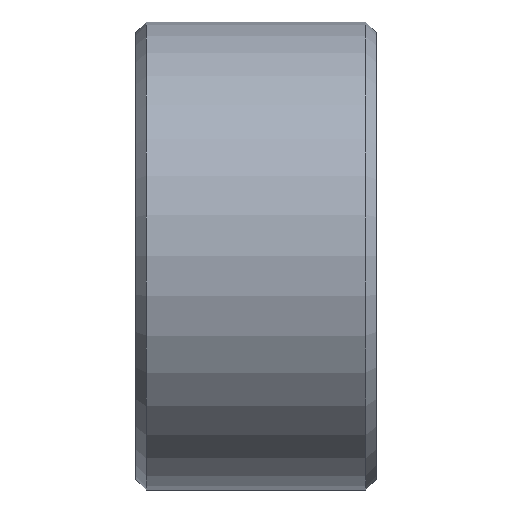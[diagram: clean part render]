
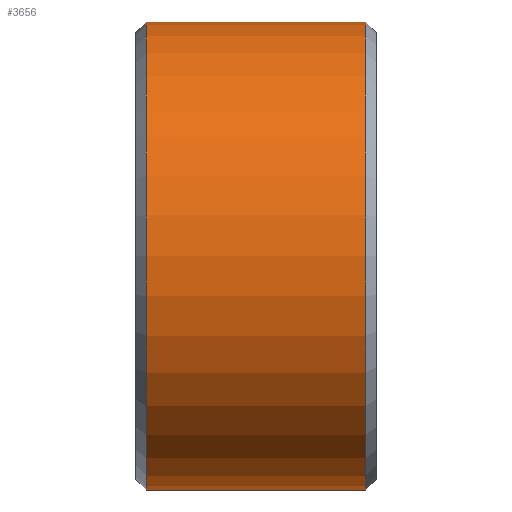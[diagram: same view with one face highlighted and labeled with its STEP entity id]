
A CAD part, top view. The second image highlights one B-rep face of the part: STEP entity #3656.
In plain terms, the highlighted cylindrical face has radius 11.113 mm (diameter 22.225 mm), a partial arc.
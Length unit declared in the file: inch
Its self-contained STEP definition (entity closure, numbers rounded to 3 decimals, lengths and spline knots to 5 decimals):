
#1324=CARTESIAN_POINT('',(0.43,0.,0.));
#1325=DIRECTION('',(-1.,0.,0.));
#1326=DIRECTION('',(0.,-1.,0.));
#1327=AXIS2_PLACEMENT_3D('',#1324,#1325,#1326);
#1329=DIRECTION('',(-1.,0.,0.));
#1330=VECTOR('',#1329,0.41);
#1331=CARTESIAN_POINT('',(0.43,-0.4375,
0.));
#1332=LINE('',#1331,#1330);
#1333=CARTESIAN_POINT('',(0.02,0.,0.));
#1334=DIRECTION('',(-1.,0.,0.));
#1335=DIRECTION('',(0.,-1.,0.));
#1336=AXIS2_PLACEMENT_3D('',#1333,#1334,#1335);
#1338=DIRECTION('',(-1.,0.,0.));
#1339=VECTOR('',#1338,0.41);
#1340=CARTESIAN_POINT('',(0.43,0.4375,
0.));
#1341=LINE('',#1340,#1339);
#1558=CARTESIAN_POINT('',(0.43,0.4375,0.));
#1559=CARTESIAN_POINT('',(0.43,-0.4375,0.));
#1560=VERTEX_POINT('',#1558);
#1561=VERTEX_POINT('',#1559);
#1570=CARTESIAN_POINT('',(0.02,0.4375,0.));
#1571=CARTESIAN_POINT('',(0.02,-0.4375,0.));
#1572=VERTEX_POINT('',#1570);
#1573=VERTEX_POINT('',#1571);
#3643=CARTESIAN_POINT('',(0.4725,0.,0.));
#3644=DIRECTION('',(-1.,0.,0.));
#3645=DIRECTION('',(0.,1.,0.));
#3646=AXIS2_PLACEMENT_3D('',#3643,#3644,#3645);
#3647=CYLINDRICAL_SURFACE('',#3646,0.4375);
#3649=ORIENTED_EDGE('',*,*,#3648,.F.);
#3650=ORIENTED_EDGE('',*,*,#3638,.T.);
#3652=ORIENTED_EDGE('',*,*,#3651,.T.);
#3653=ORIENTED_EDGE('',*,*,#3634,.F.);
#3654=EDGE_LOOP('',(#3649,#3650,#3652,#3653));
#3655=FACE_OUTER_BOUND('',#3654,.F.);
#3656=ADVANCED_FACE('',(#3655),#3647,.T.);
#1328=CIRCLE('',#1327,0.4375);
#1337=CIRCLE('',#1336,0.4375);
#3634=EDGE_CURVE('',#1560,#1572,#1341,.T.);
#3638=EDGE_CURVE('',#1561,#1573,#1332,.T.);
#3648=EDGE_CURVE('',#1561,#1560,#1328,.T.);
#3651=EDGE_CURVE('',#1573,#1572,#1337,.T.);
